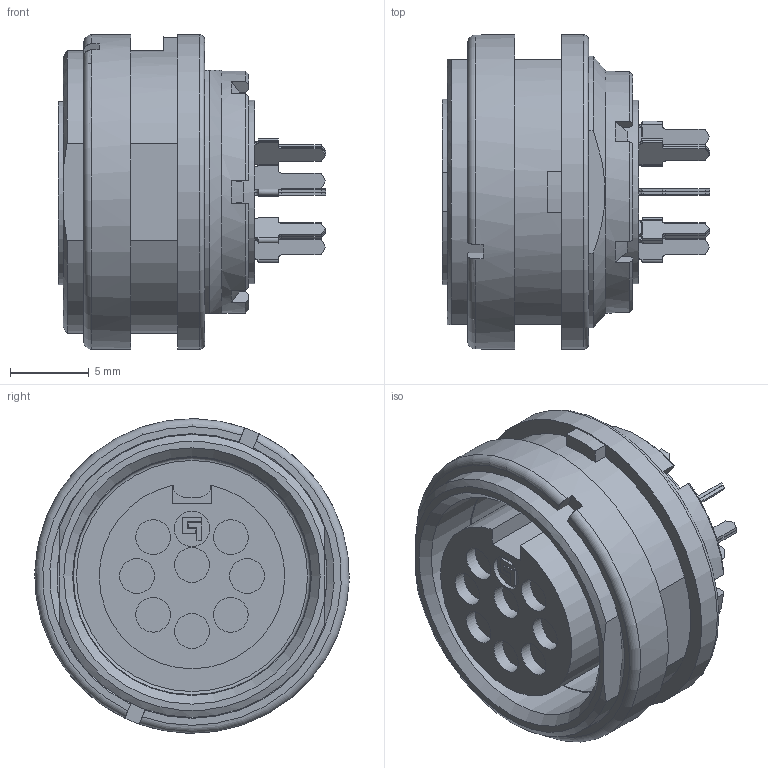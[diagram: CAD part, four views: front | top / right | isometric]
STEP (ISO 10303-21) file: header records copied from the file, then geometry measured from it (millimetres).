
FILE_DESCRIPTION(/* description */ (''),/* implementation_level */ '2;1');
FILE_NAME(/* name */ '09-0474-90-08_bg',/* time_stamp */ '2007-10-24T13:28:28+02:00',/* author */ (''),/* organization */ (''),/* preprocessor_version */ 'ST-DEVELOPER v9',/* originating_system */ 'UGS - NX 4.0',/* authorisation */ '');
FILE_SCHEMA (('CONFIG_CONTROL_DESIGN'));
Length unit declared in the file: millimetre
Products named in the file (1): kbor6EB9ertu
Bounding box: 17 x 20 x 20 mm (x, y, z)
Volume: 2565.4 mm3; surface area: 2783 mm2
Topology: 2 solids, 2 shells, 456 faces, 1255 edges, 817 vertices
Faces by surface type: plane 284, cylinder 131, cone 37, torus 4
Full cylindrical faces by diameter (mm): 2.2 x8, 2.25 x1, 11.7 x1, 15.1 x1, 15.188 x1, 15.4 x1, 17.188 x1, 18.1 x1, 20 x2
Entity records: 14601 total; most frequent: CARTESIAN_POINT 2887, ORIENTED_EDGE 2440, DIRECTION 2391, EDGE_CURVE 1220, LINE 839, VECTOR 839, VERTEX_POINT 804, AXIS2_PLACEMENT_3D 776
